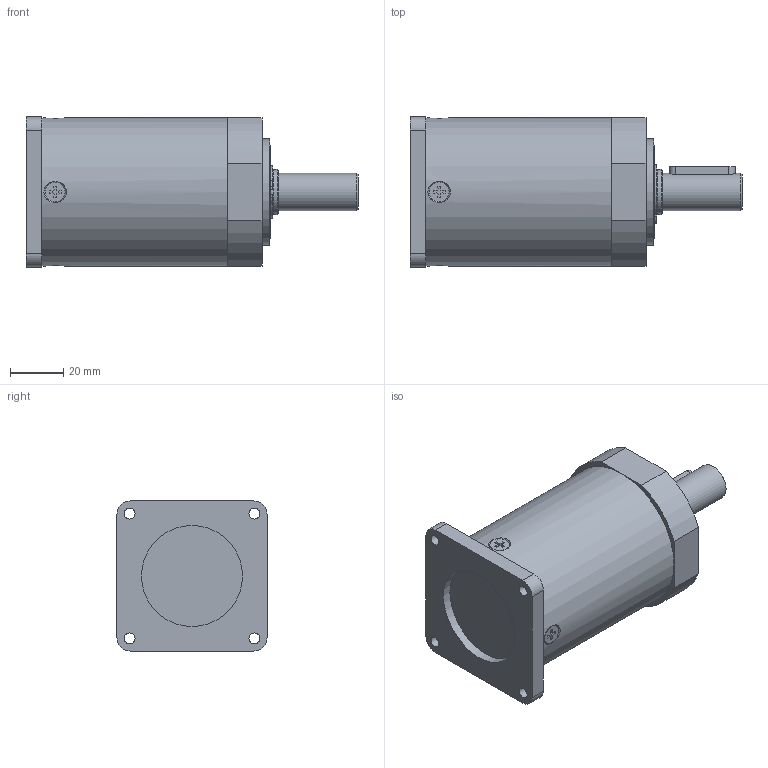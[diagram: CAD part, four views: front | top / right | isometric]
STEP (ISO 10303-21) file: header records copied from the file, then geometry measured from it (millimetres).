
FILE_DESCRIPTION(/* description */ ('simplified round and square, Sx, Tx'),/* implementation_level */ '2;1');
FILE_NAME(/* name */ 'D-00005466.stp',/* time_stamp */ '2023-10-05T14:02:06+02:00',/* author */ ('angelika.schneid'),/* organization */ (''),/* preprocessor_version */ 'ST-DEVELOPER v18.1',/* originating_system */ 'Autodesk Inventor 2021',/* authorisation */ '');
FILE_SCHEMA (('AUTOMOTIVE_DESIGN { 1 0 10303 214 3 1 1 }'));
Length unit declared in the file: millimetre
Products named in the file (1): D-00005466
Bounding box: 125.2 x 56.6 x 56.6 mm (x, y, z)
Volume: 253483.2 mm3; surface area: 57993.2 mm2
Topology: 12 solids, 12 shells, 293 faces, 689 edges, 450 vertices
Faces by surface type: plane 155, cylinder 82, cone 45, torus 11
Full cylindrical faces by diameter (mm): 1.7 x2, 2.954 x4, 3.242 x4, 4 x4, 4.134 x9, 4.5 x4, 4.97 x3, 5.3 x1, 7.5 x4, 14 x1, 16.2 x1, 16.998 x1, 17 x4, 20 x1, 20.45 x2, 23 x2, 24 x1, 31.2 x3, 35 x2, 38.1 x1, 40 x1, 42 x1, 43.5 x1, 47.8 x1, 50 x4, 50.5 x1, 51 x2, 56 x1
Entity records: 9158 total; most frequent: CARTESIAN_POINT 1878, DIRECTION 1464, ORIENTED_EDGE 1360, EDGE_CURVE 680, AXIS2_PLACEMENT_3D 520, VERTEX_POINT 450, LINE 424, VECTOR 424
